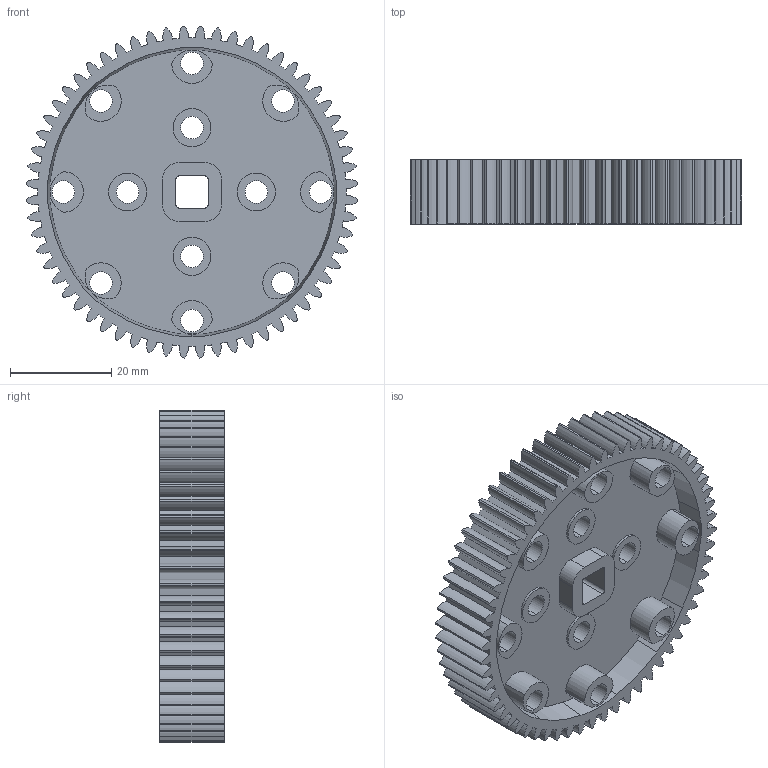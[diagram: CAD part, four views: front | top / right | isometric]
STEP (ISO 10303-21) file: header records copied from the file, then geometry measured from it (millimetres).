
FILE_DESCRIPTION (( 'STEP AP203' ), '1' );
FILE_NAME ('HS-GEAR-60TOOTH.STEP', '2009-01-30T20:35:53', ( 'Innovation First, Inc.' ), ( 'Innovation First, Inc.' ), 'SwSTEP 2.0', 'SolidWorks 2008', '' );
FILE_SCHEMA (( 'CONFIG_CONTROL_DESIGN' ));
Length unit declared in the file: inch
Products named in the file (1): HS-GEAR-60TOOTH
Bounding box: 65.54 x 12.7 x 65.54 mm (x, y, z)
Volume: 15541.2 mm3; surface area: 16780.5 mm2
Topology: 1 solids, 1 shells, 425 faces, 1185 edges, 790 vertices
Faces by surface type: cylinder 349, plane 42, cone 34
Entity records: 14268 total; most frequent: DIRECTION 2771, CARTESIAN_POINT 2497, ORIENTED_EDGE 2370, AXIS2_PLACEMENT_3D 1192, EDGE_CURVE 1185, VERTEX_POINT 790, CIRCLE 766, EDGE_LOOP 479
